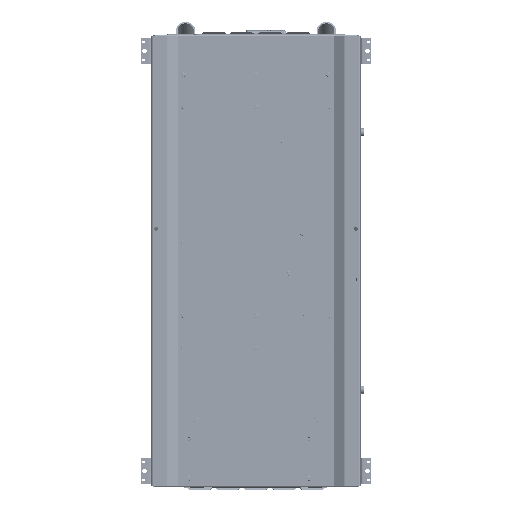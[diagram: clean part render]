
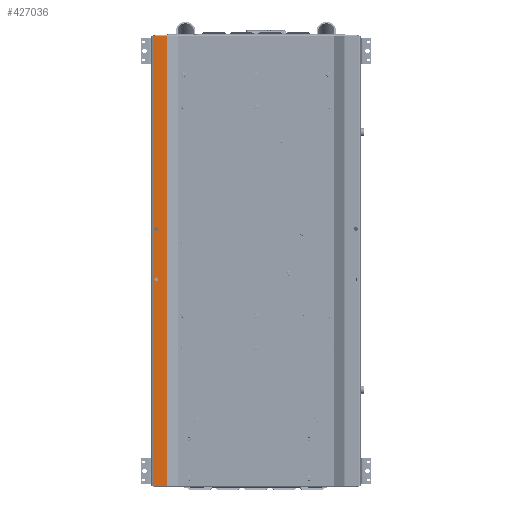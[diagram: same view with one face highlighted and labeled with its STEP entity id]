
A CAD part, front view. The second image highlights one B-rep face of the part: STEP entity #427036.
In plain terms, the highlighted planar face has unit normal (0, -1, 0).
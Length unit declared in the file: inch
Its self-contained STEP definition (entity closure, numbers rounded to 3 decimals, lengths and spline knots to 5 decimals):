
#343 = ORIENTED_EDGE ( 'NONE', *, *, #371491, .T. ) ;
#3546 = VERTEX_POINT ( 'NONE', #440444 ) ;
#4574 = LINE ( 'NONE', #6835, #309620 ) ;
#6421 = LINE ( 'NONE', #102392, #328213 ) ;
#6835 = CARTESIAN_POINT ( 'NONE',  ( -13., 0., 28. ) ) ;
#9448 = EDGE_CURVE ( 'NONE', #338092, #156802, #213154, .T. ) ;
#9851 = DIRECTION ( 'NONE',  ( 0., 0., 1. ) ) ;
#10380 = AXIS2_PLACEMENT_3D ( 'NONE', #294504, #162383, #14471 ) ;
#14471 = DIRECTION ( 'NONE',  ( 0., 0., -1. ) ) ;
#14975 = ORIENTED_EDGE ( 'NONE', *, *, #28781, .T. ) ;
#16875 = AXIS2_PLACEMENT_3D ( 'NONE', #149504, #418046, #317941 ) ;
#28781 = EDGE_CURVE ( 'NONE', #315949, #317597, #124818, .T. ) ;
#37994 = AXIS2_PLACEMENT_3D ( 'NONE', #44047, #294358, #9851 ) ;
#44047 = CARTESIAN_POINT ( 'NONE',  ( -12.40157, 0., -2.29921 ) ) ;
#53336 = EDGE_CURVE ( 'NONE', #3546, #294159, #6421, .T. ) ;
#57331 = CIRCLE ( 'NONE', #166538, 0.25 ) ;
#70054 = DIRECTION ( 'NONE',  ( 0., 0., 1. ) ) ;
#73923 = CARTESIAN_POINT ( 'NONE',  ( -11.06018, 0., -28. ) ) ;
#79966 = EDGE_LOOP ( 'NONE', ( #280617, #304814 ) ) ;
#88811 = CARTESIAN_POINT ( 'NONE',  ( -12.40157, 0., 4.25 ) ) ;
#95655 = DIRECTION ( 'NONE',  ( 0., -1., 0. ) ) ;
#101639 = EDGE_LOOP ( 'NONE', ( #258149, #188779, #343, #14975 ) ) ;
#102392 = CARTESIAN_POINT ( 'NONE',  ( -11.06018, 0., 28. ) ) ;
#106848 = DIRECTION ( 'NONE',  ( 0., 0., -1. ) ) ;
#124818 = LINE ( 'NONE', #161077, #374091 ) ;
#129315 = EDGE_CURVE ( 'NONE', #294159, #317597, #167772, .T. ) ;
#136732 = CARTESIAN_POINT ( 'NONE',  ( -12.40157, 0., -2.04921 ) ) ;
#149504 = CARTESIAN_POINT ( 'NONE',  ( -12.40157, 0., -2.29921 ) ) ;
#155650 = FACE_BOUND ( 'NONE', #180527, .T. ) ;
#156802 = VERTEX_POINT ( 'NONE', #205675 ) ;
#160200 = EDGE_CURVE ( 'NONE', #156802, #338092, #197871, .T. ) ;
#161077 = CARTESIAN_POINT ( 'NONE',  ( -12.7754, 0., 28. ) ) ;
#162383 = DIRECTION ( 'NONE',  ( 0., -1., 0. ) ) ;
#166538 = AXIS2_PLACEMENT_3D ( 'NONE', #370916, #95655, #272944 ) ;
#167772 = LINE ( 'NONE', #176683, #390188 ) ;
#173130 = ORIENTED_EDGE ( 'NONE', *, *, #160200, .F. ) ;
#176683 = CARTESIAN_POINT ( 'NONE',  ( -13., 0., -28. ) ) ;
#180527 = EDGE_LOOP ( 'NONE', ( #274469, #173130 ) ) ;
#188779 = ORIENTED_EDGE ( 'NONE', *, *, #53336, .F. ) ;
#197871 = CIRCLE ( 'NONE', #37994, 0.25 ) ;
#205675 = CARTESIAN_POINT ( 'NONE',  ( -12.40157, 0., -2.54921 ) ) ;
#213154 = CIRCLE ( 'NONE', #16875, 0.25 ) ;
#213268 = CARTESIAN_POINT ( 'NONE',  ( -12.40157, 0., 4. ) ) ;
#218176 = AXIS2_PLACEMENT_3D ( 'NONE', #213268, #386247, #70054 ) ;
#241604 = CARTESIAN_POINT ( 'NONE',  ( -12.7754, 0., 28. ) ) ;
#247992 = CARTESIAN_POINT ( 'NONE',  ( -12.40157, 0., 3.75 ) ) ;
#258149 = ORIENTED_EDGE ( 'NONE', *, *, #129315, .F. ) ;
#266928 = PLANE ( 'NONE',  #10380 ) ;
#272944 = DIRECTION ( 'NONE',  ( 0., 0., 1. ) ) ;
#274469 = ORIENTED_EDGE ( 'NONE', *, *, #9448, .F. ) ;
#280617 = ORIENTED_EDGE ( 'NONE', *, *, #387513, .F. ) ;
#284570 = DIRECTION ( 'NONE',  ( -1., 0., 0. ) ) ;
#294159 = VERTEX_POINT ( 'NONE', #73923 ) ;
#294358 = DIRECTION ( 'NONE',  ( 0., -1., 0. ) ) ;
#294504 = CARTESIAN_POINT ( 'NONE',  ( -13., 0., 28. ) ) ;
#296750 = FACE_OUTER_BOUND ( 'NONE', #101639, .T. ) ;
#302151 = VERTEX_POINT ( 'NONE', #247992 ) ;
#304814 = ORIENTED_EDGE ( 'NONE', *, *, #310520, .F. ) ;
#309620 = VECTOR ( 'NONE', #284570, 39.37008 ) ;
#310520 = EDGE_CURVE ( 'NONE', #302151, #432408, #363451, .T. ) ;
#315536 = DIRECTION ( 'NONE',  ( -1., 0., 0. ) ) ;
#315949 = VERTEX_POINT ( 'NONE', #241604 ) ;
#317597 = VERTEX_POINT ( 'NONE', #406115 ) ;
#317941 = DIRECTION ( 'NONE',  ( 0., 0., 1. ) ) ;
#328213 = VECTOR ( 'NONE', #106848, 39.37008 ) ;
#335314 = FACE_BOUND ( 'NONE', #79966, .T. ) ;
#338092 = VERTEX_POINT ( 'NONE', #136732 ) ;
#363451 = CIRCLE ( 'NONE', #218176, 0.25 ) ;
#370916 = CARTESIAN_POINT ( 'NONE',  ( -12.40157, 0., 4. ) ) ;
#371491 = EDGE_CURVE ( 'NONE', #3546, #315949, #4574, .T. ) ;
#374091 = VECTOR ( 'NONE', #431918, 39.37008 ) ;
#386247 = DIRECTION ( 'NONE',  ( 0., -1., 0. ) ) ;
#387513 = EDGE_CURVE ( 'NONE', #432408, #302151, #57331, .T. ) ;
#390188 = VECTOR ( 'NONE', #315536, 39.37008 ) ;
#406115 = CARTESIAN_POINT ( 'NONE',  ( -12.7754, 0., -28. ) ) ;
#418046 = DIRECTION ( 'NONE',  ( 0., -1., 0. ) ) ;
#427036 = ADVANCED_FACE ( 'NONE', ( #155650, #296750, #335314 ), #266928, .T. ) ;
#431918 = DIRECTION ( 'NONE',  ( 0., 0., -1. ) ) ;
#432408 = VERTEX_POINT ( 'NONE', #88811 ) ;
#440444 = CARTESIAN_POINT ( 'NONE',  ( -11.06018, 0., 28. ) ) ;
